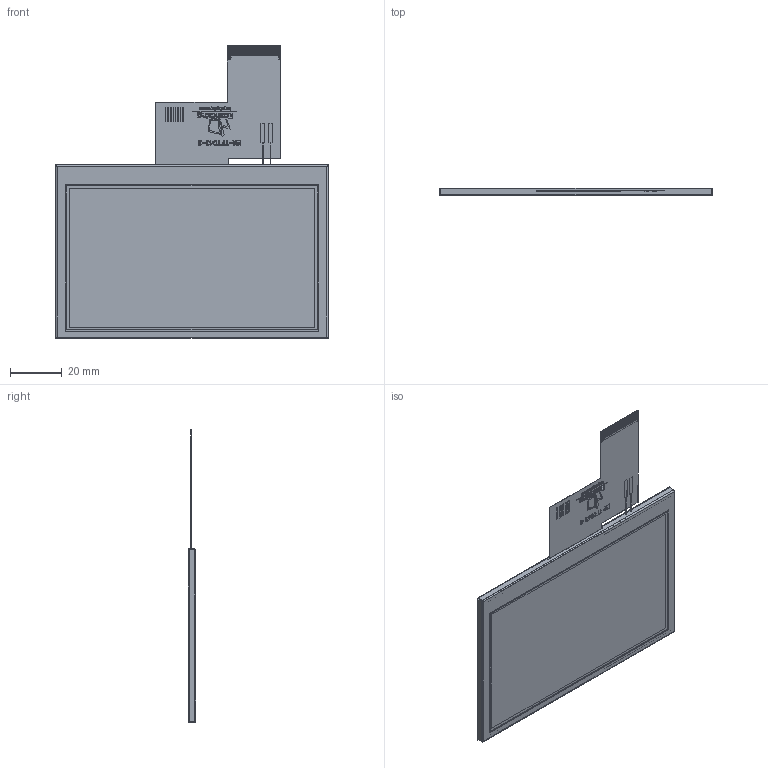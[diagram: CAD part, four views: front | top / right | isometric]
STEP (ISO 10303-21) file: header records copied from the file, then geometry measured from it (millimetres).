
FILE_DESCRIPTION((' '),'2;1');
FILE_NAME( 'ER-TFT043-3.stp', '2024-09-04T15:51:40', (' '), ('--- ---'), ' V2024.3 Jun 21 2024', ' 2024 (c)', ' ');
FILE_SCHEMA(('AP242_MANAGED_MODEL_BASED_3D_ENGINEERING_MIM_LF { 1 0 10303 442 1 1 4 }'));
Length unit declared in the file: millimetre
Products named in the file (35): 4no_3ogo; 4no_3ogo--1; 4no_3ogo--2; 4no_3ogo--3; 4no_3ogo--4; 4no_3ogo--5; 4no_3ogo--6; 4no_3ogo--7; 4no_3ogo--8; 4no_3ogo--9; 4no_3ogo--10; 4no_3ogo--11; 4no_3ogo--12; 4no_3ogo--13; 4no_3ogo--14; 4no_3ogo--15; 4no_3ogo--16; 4no_3ogo--17; 4no_3ogo--18; 4no_3ogo--19; 4no_3ogo--20; 4no_3ogo--21; 4no_3ogo--22; 4no_3ogo--23; 4no_3ogo--24; 4no_3ogo--25; 4no_3ogo--26; 4no_3ogo--27; 4no_3ogo--28; 4no_3ogo--29; 4no_3ogo--30; ER-TFT043-3; Íâ¿ò¼Ü; Íâ¿ò¼Ü--1; Compo-1
Assembly tree (34 placements, depth 2):
  Compo-1
    4no_3ogo
    4no_3ogo--1
    4no_3ogo--2
    4no_3ogo--3
    4no_3ogo--4
    4no_3ogo--5
    4no_3ogo--6
    4no_3ogo--7
    4no_3ogo--8
    4no_3ogo--9
    4no_3ogo--10
    4no_3ogo--11
    4no_3ogo--12
    4no_3ogo--13
    4no_3ogo--14
    4no_3ogo--15
    4no_3ogo--16
    4no_3ogo--17
    4no_3ogo--18
    4no_3ogo--19
    4no_3ogo--20
    4no_3ogo--21
    4no_3ogo--22
    4no_3ogo--23
    4no_3ogo--24
    4no_3ogo--25
    4no_3ogo--26
    4no_3ogo--27
    4no_3ogo--28
    4no_3ogo--29
    4no_3ogo--30
    ER-TFT043-3
    Íâ¿ò¼Ü
    Íâ¿ò¼Ü--1
Bounding box: 105.4 x 2.9 x 113.23 mm (x, y, z)
Volume: 18899.8 mm3; surface area: 36079.5 mm2
Topology: 34 solids, 34 shells, 572 faces, 1540 edges, 1062 vertices
Faces by surface type: plane 395, bspline 169, cylinder 8
Entity records: 26189 total; most frequent: CARTESIAN_POINT 11934, ORIENTED_EDGE 3080, DIRECTION 2128, EDGE_CURVE 1540, VECTOR 1184, LINE 1184, VERTEX_POINT 1062, EDGE_LOOP 624
